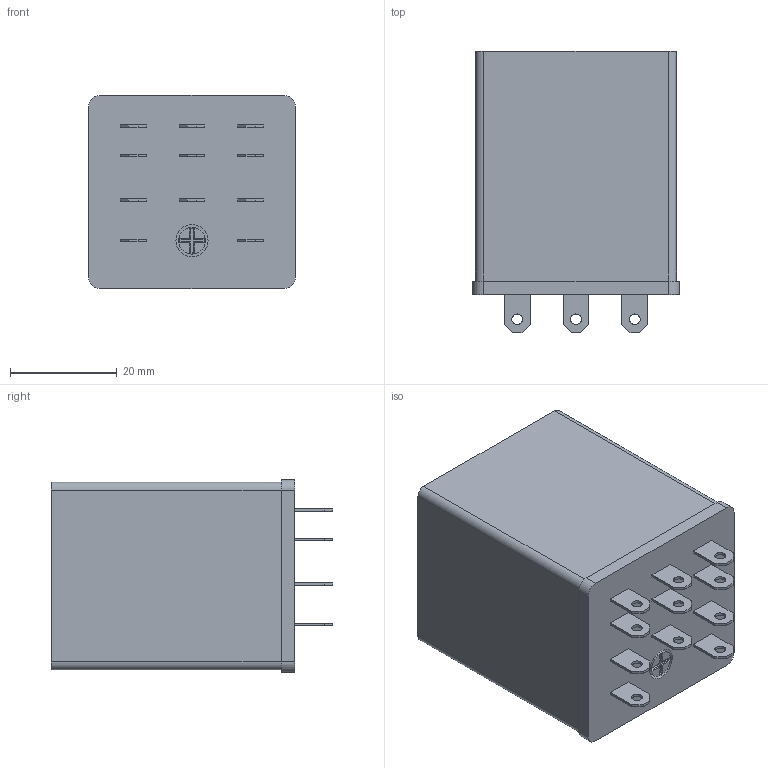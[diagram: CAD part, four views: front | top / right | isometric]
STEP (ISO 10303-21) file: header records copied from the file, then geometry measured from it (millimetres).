
FILE_DESCRIPTION((''),'2;1');
FILE_NAME('RUC.stp','2014-08-27T15:01:03',('roland'),(''),'Autodesk Inventor 2013','Autodesk Inventor 2013','');
FILE_SCHEMA(('CONFIG_CONTROL_DESIGN'));
Length unit declared in the file: millimetre
Products named in the file (1): RUC
Bounding box: 38.6 x 52.65 x 36.1 mm (x, y, z)
Volume: 60281.2 mm3; surface area: 10103 mm2
Topology: 1 solids, 1 shells, 136 faces, 345 edges, 226 vertices
Faces by surface type: plane 115, cylinder 21
Full cylindrical faces by diameter (mm): 2 x11, 5 x1, 6 x1
Entity records: 4165 total; most frequent: CARTESIAN_POINT 695, ORIENTED_EDGE 664, DIRECTION 648, EDGE_CURVE 332, VECTOR 290, LINE 290, VERTEX_POINT 226, EDGE_LOOP 186
